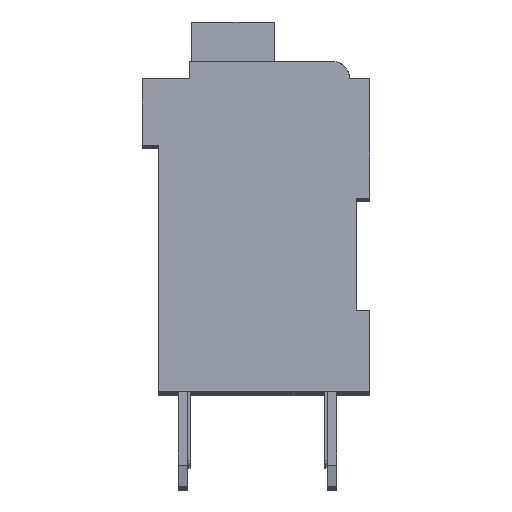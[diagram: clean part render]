
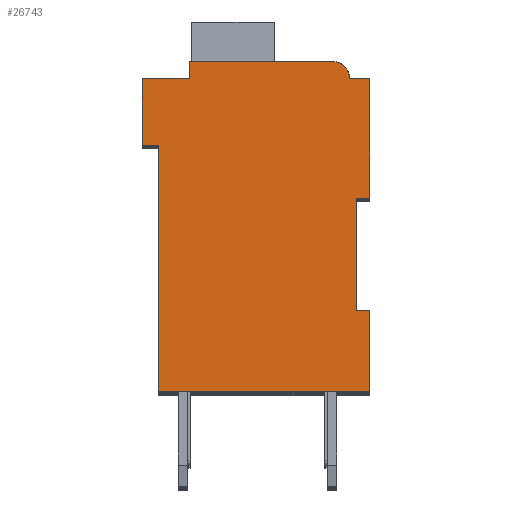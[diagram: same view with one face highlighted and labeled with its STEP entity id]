
A CAD part, top view. The second image highlights one B-rep face of the part: STEP entity #26743.
In plain terms, the highlighted planar face has unit normal (0, 0, 1).
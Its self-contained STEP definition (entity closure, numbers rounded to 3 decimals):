
#4286=DIRECTION('',(1.,0.,0.));
#4287=VECTOR('',#4286,0.5);
#4288=CARTESIAN_POINT('',(7.3,7.15,2.1));
#4289=LINE('',#4288,#4287);
#4290=DIRECTION('',(0.,1.,0.));
#4291=VECTOR('',#4290,4.15);
#4292=CARTESIAN_POINT('',(7.3,3.,2.1));
#4293=LINE('',#4292,#4291);
#4294=DIRECTION('',(-1.,0.,0.));
#4295=VECTOR('',#4294,0.5);
#4296=CARTESIAN_POINT('',(7.8,3.,2.1));
#4297=LINE('',#4296,#4295);
#4298=DIRECTION('',(0.,1.,0.));
#4299=VECTOR('',#4298,3.);
#4300=CARTESIAN_POINT('',(7.8,0.,2.1));
#4301=LINE('',#4300,#4299);
#4302=DIRECTION('',(1.,0.,0.));
#4303=VECTOR('',#4302,7.8);
#4304=CARTESIAN_POINT('',(0.,0.,2.1));
#4305=LINE('',#4304,#4303);
#4306=DIRECTION('',(0.,-1.,0.));
#4307=VECTOR('',#4306,9.1);
#4308=CARTESIAN_POINT('',(0.,9.1,2.1));
#4309=LINE('',#4308,#4307);
#4310=DIRECTION('',(1.,0.,0.));
#4311=VECTOR('',#4310,0.6);
#4312=CARTESIAN_POINT('',(-0.6,9.1,2.1));
#4313=LINE('',#4312,#4311);
#4314=DIRECTION('',(0.,-1.,0.));
#4315=VECTOR('',#4314,2.45);
#4316=CARTESIAN_POINT('',(-0.6,11.55,2.1));
#4317=LINE('',#4316,#4315);
#4318=DIRECTION('',(-1.,0.,0.));
#4319=VECTOR('',#4318,1.75);
#4320=CARTESIAN_POINT('',(1.15,11.55,2.1));
#4321=LINE('',#4320,#4319);
#4322=DIRECTION('',(0.,-1.,0.));
#4323=VECTOR('',#4322,0.65);
#4324=CARTESIAN_POINT('',(1.15,12.2,2.1));
#4325=LINE('',#4324,#4323);
#4326=DIRECTION('',(-1.,0.,0.));
#4327=VECTOR('',#4326,5.25);
#4328=CARTESIAN_POINT('',(6.4,12.2,2.1));
#4329=LINE('',#4328,#4327);
#4330=CARTESIAN_POINT('',(6.4,11.55,2.1));
#4331=DIRECTION('',(0.,0.,1.));
#4332=DIRECTION('',(1.,0.,0.));
#4333=AXIS2_PLACEMENT_3D('',#4330,#4331,#4332);
#4335=DIRECTION('',(-1.,0.,0.));
#4336=VECTOR('',#4335,0.75);
#4337=CARTESIAN_POINT('',(7.8,11.55,2.1));
#4338=LINE('',#4337,#4336);
#4339=DIRECTION('',(0.,1.,0.));
#4340=VECTOR('',#4339,4.4);
#4341=CARTESIAN_POINT('',(7.8,7.15,2.1));
#4342=LINE('',#4341,#4340);
#17615=CARTESIAN_POINT('',(7.3,7.15,2.1));
#17616=CARTESIAN_POINT('',(7.8,7.15,2.1));
#17617=VERTEX_POINT('',#17615);
#17618=VERTEX_POINT('',#17616);
#17619=CARTESIAN_POINT('',(7.8,11.55,2.1));
#17620=VERTEX_POINT('',#17619);
#17621=CARTESIAN_POINT('',(7.05,11.55,2.1));
#17622=VERTEX_POINT('',#17621);
#17623=CARTESIAN_POINT('',(6.4,12.2,2.1));
#17624=VERTEX_POINT('',#17623);
#17625=CARTESIAN_POINT('',(1.15,12.2,2.1));
#17626=VERTEX_POINT('',#17625);
#17627=CARTESIAN_POINT('',(1.15,11.55,2.1));
#17628=VERTEX_POINT('',#17627);
#17629=CARTESIAN_POINT('',(-0.6,11.55,2.1));
#17630=VERTEX_POINT('',#17629);
#17631=CARTESIAN_POINT('',(-0.6,9.1,2.1));
#17632=VERTEX_POINT('',#17631);
#17633=CARTESIAN_POINT('',(0.,9.1,2.1));
#17634=VERTEX_POINT('',#17633);
#17635=CARTESIAN_POINT('',(0.,0.,2.1));
#17636=VERTEX_POINT('',#17635);
#17637=CARTESIAN_POINT('',(7.8,0.,2.1));
#17638=VERTEX_POINT('',#17637);
#17639=CARTESIAN_POINT('',(7.8,3.,2.1));
#17640=VERTEX_POINT('',#17639);
#17641=CARTESIAN_POINT('',(7.3,3.,2.1));
#17642=VERTEX_POINT('',#17641);
#26719=CARTESIAN_POINT('',(0.,0.,2.1));
#26720=DIRECTION('',(0.,0.,1.));
#26721=DIRECTION('',(1.,0.,0.));
#26722=AXIS2_PLACEMENT_3D('',#26719,#26720,#26721);
#26723=PLANE('',#26722);
#26724=ORIENTED_EDGE('',*,*,#23160,.F.);
#26725=ORIENTED_EDGE('',*,*,#24040,.F.);
#26727=ORIENTED_EDGE('',*,*,#26726,.F.);
#26729=ORIENTED_EDGE('',*,*,#26728,.F.);
#26731=ORIENTED_EDGE('',*,*,#26730,.F.);
#26732=ORIENTED_EDGE('',*,*,#24352,.F.);
#26733=ORIENTED_EDGE('',*,*,#24528,.F.);
#26734=ORIENTED_EDGE('',*,*,#24847,.F.);
#26735=ORIENTED_EDGE('',*,*,#25171,.F.);
#26736=ORIENTED_EDGE('',*,*,#25240,.F.);
#26737=ORIENTED_EDGE('',*,*,#25711,.F.);
#26738=ORIENTED_EDGE('',*,*,#26423,.F.);
#26739=ORIENTED_EDGE('',*,*,#26247,.F.);
#26740=ORIENTED_EDGE('',*,*,#23636,.F.);
#26741=EDGE_LOOP('',(#26724,#26725,#26727,#26729,#26731,#26732,#26733,#26734,
#26735,#26736,#26737,#26738,#26739,#26740));
#26742=FACE_OUTER_BOUND('',#26741,.F.);
#4334=CIRCLE('',#4333,0.65);
#23160=EDGE_CURVE('',#17617,#17618,#4289,.T.);
#23636=EDGE_CURVE('',#17618,#17620,#4342,.T.);
#24040=EDGE_CURVE('',#17642,#17617,#4293,.T.);
#24352=EDGE_CURVE('',#17634,#17636,#4309,.T.);
#24528=EDGE_CURVE('',#17632,#17634,#4313,.T.);
#24847=EDGE_CURVE('',#17630,#17632,#4317,.T.);
#25171=EDGE_CURVE('',#17628,#17630,#4321,.T.);
#25240=EDGE_CURVE('',#17626,#17628,#4325,.T.);
#25711=EDGE_CURVE('',#17624,#17626,#4329,.T.);
#26247=EDGE_CURVE('',#17620,#17622,#4338,.T.);
#26423=EDGE_CURVE('',#17622,#17624,#4334,.T.);
#26726=EDGE_CURVE('',#17640,#17642,#4297,.T.);
#26728=EDGE_CURVE('',#17638,#17640,#4301,.T.);
#26730=EDGE_CURVE('',#17636,#17638,#4305,.T.);
#26743=ADVANCED_FACE('',(#26742),#26723,.T.);
